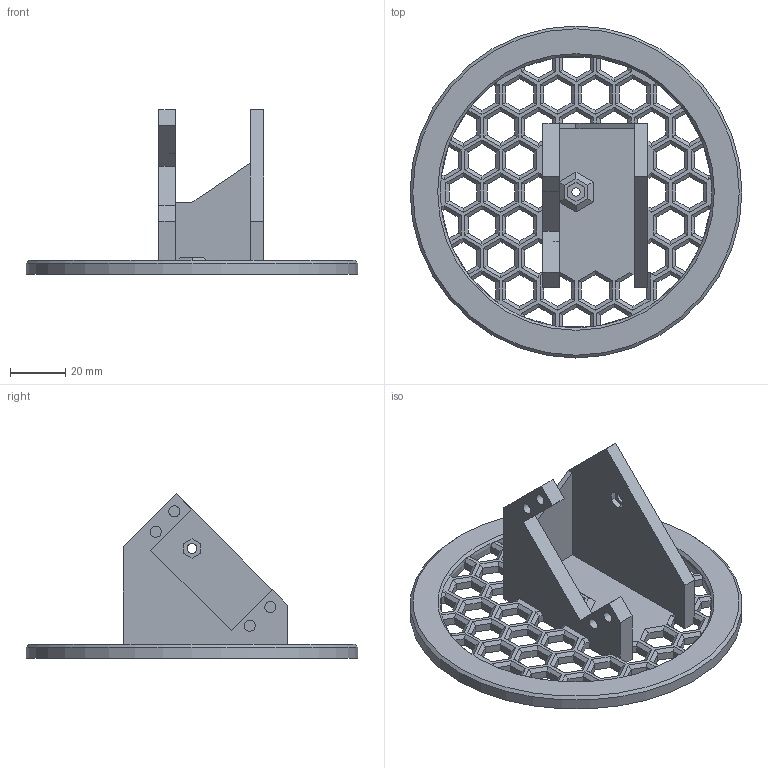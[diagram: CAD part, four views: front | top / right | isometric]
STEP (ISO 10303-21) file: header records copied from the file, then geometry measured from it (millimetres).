
FILE_DESCRIPTION(/* description */ (''),/* implementation_level */ '2;1');
FILE_NAME(/* name */ 'TurnTable.step',/* time_stamp */ '2023-06-09T17:17:00-05:00',/* author */ (''),/* organization */ (''),/* preprocessor_version */ 'ST-DEVELOPER v19.2',/* originating_system */ 'Autodesk Translation Framework v12.6.0.85',/* authorisation */ '');
FILE_SCHEMA (('AUTOMOTIVE_DESIGN { 1 0 10303 214 3 1 1 }'));
Length unit declared in the file: millimetre
Products named in the file (2): Arm2 (v11~recovered); Turntable
Assembly tree (1 placements, depth 2):
  Arm2 (v11~recovered)
    Turntable
Bounding box: 120 x 120 x 59.5 mm (x, y, z)
Volume: 55276.9 mm3; surface area: 34731.5 mm2
Topology: 1 solids, 1 shells, 558 faces, 1488 edges, 914 vertices
Faces by surface type: plane 528, cylinder 25, cone 5
Full cylindrical faces by diameter (mm): 3.6 x1, 4 x4, 8.2 x1, 120 x1
Entity records: 17052 total; most frequent: ORIENTED_EDGE 2976, CARTESIAN_POINT 2971, DIRECTION 2722, EDGE_CURVE 1488, LINE 1368, VECTOR 1368, VERTEX_POINT 914, AXIS2_PLACEMENT_3D 677
